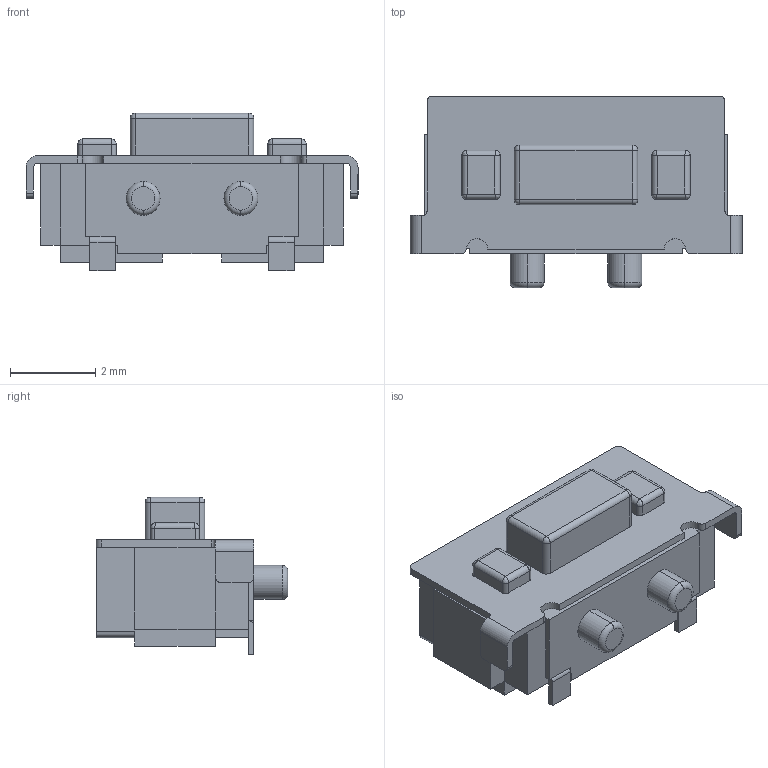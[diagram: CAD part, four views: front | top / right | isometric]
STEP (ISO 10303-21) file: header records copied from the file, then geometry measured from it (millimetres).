
FILE_DESCRIPTION (( 'STEP AP214' ), '1' );
FILE_NAME ('TS32-7-35-BK-B-160-RA-SMT-TR.STEP', '2025-06-03T21:20:23', ( '' ), ( '' ), 'SwSTEP 2.0', 'SolidWorks 2021', '' );
FILE_SCHEMA (( 'AUTOMOTIVE_DESIGN' ));
Length unit declared in the file: millimetre
Products named in the file (1): TS32-7-35-BK-B-160-RA-SMT-TR
Bounding box: 7.8 x 4.5 x 3.7 mm (x, y, z)
Volume: 63.5 mm3; surface area: 175.4 mm2
Topology: 5 solids, 5 shells, 168 faces, 428 edges, 262 vertices
Faces by surface type: plane 92, cylinder 60, bspline 8, sphere 4, torus 4
Entity records: 5158 total; most frequent: CARTESIAN_POINT 1079, DIRECTION 834, ORIENTED_EDGE 832, EDGE_CURVE 416, LINE 288, VECTOR 288, AXIS2_PLACEMENT_3D 273, VERTEX_POINT 262
